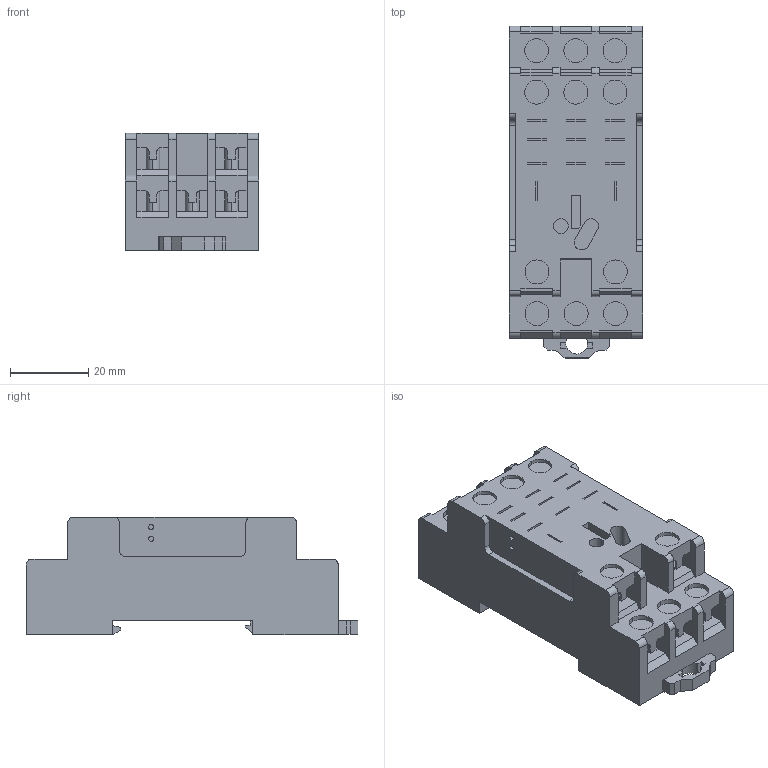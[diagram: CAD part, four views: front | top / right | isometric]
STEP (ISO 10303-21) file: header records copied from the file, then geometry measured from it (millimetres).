
FILE_DESCRIPTION(('CATIA V5R19 STEP'),'2;1');
FILE_NAME ('6828725_3', '2015-02-12T07:00:39+00:00', ('Weidmueller Interface'), ('Weidmueller'), 'CATIA Version 5 Release 20 SP 5 (IN-10)', 'CATIA V5 STEP AP214', 'none');
FILE_SCHEMA(('AUTOMOTIVE_DESIGN { 1 0 10303 214 1 1 1 1 }'));
Length unit declared in the file: millimetre
Products named in the file (1): 7760056226
Bounding box: 34 x 84.6 x 30 mm (x, y, z)
Volume: 60984.5 mm3; surface area: 18455.1 mm2
Topology: 2 solids, 2 shells, 387 faces, 1087 edges, 733 vertices
Faces by surface type: plane 283, cylinder 104
Entity records: 14456 total; most frequent: CARTESIAN_POINT 2384, ORIENTED_EDGE 2174, DIRECTION 1487, EDGE_CURVE 1087, VECTOR 814, LINE 814, VERTEX_POINT 733, EDGE_LOOP 440
